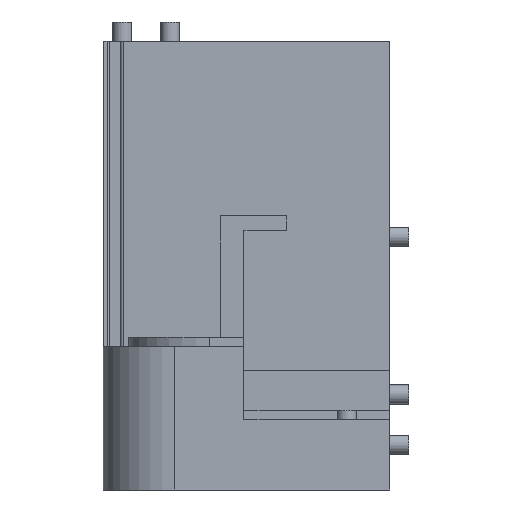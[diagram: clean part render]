
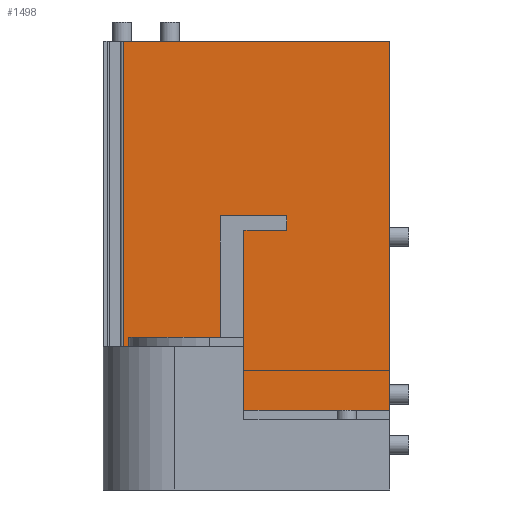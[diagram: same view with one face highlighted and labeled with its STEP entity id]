
A CAD part, front view. The second image highlights one B-rep face of the part: STEP entity #1498.
In plain terms, the highlighted planar face has unit normal (0, -1, 0).
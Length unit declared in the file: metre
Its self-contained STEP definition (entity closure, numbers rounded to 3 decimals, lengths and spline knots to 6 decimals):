
#217=ORIENTED_EDGE('',*,*,#603,.F.);
#218=ORIENTED_EDGE('',*,*,#569,.T.);
#219=ORIENTED_EDGE('',*,*,#604,.T.);
#220=ORIENTED_EDGE('',*,*,#605,.F.);
#221=ORIENTED_EDGE('',*,*,#606,.T.);
#222=ORIENTED_EDGE('',*,*,#607,.F.);
#223=ORIENTED_EDGE('',*,*,#608,.T.);
#224=ORIENTED_EDGE('',*,*,#609,.T.);
#225=ORIENTED_EDGE('',*,*,#610,.T.);
#226=ORIENTED_EDGE('',*,*,#611,.T.);
#227=ORIENTED_EDGE('',*,*,#612,.T.);
#228=ORIENTED_EDGE('',*,*,#613,.T.);
#229=ORIENTED_EDGE('',*,*,#614,.T.);
#230=ORIENTED_EDGE('',*,*,#555,.F.);
#555=EDGE_CURVE('',#751,#752,#890,.T.);
#569=EDGE_CURVE('',#763,#764,#900,.F.);
#603=EDGE_CURVE('',#763,#751,#924,.T.);
#604=EDGE_CURVE('',#764,#787,#925,.T.);
#605=EDGE_CURVE('',#788,#787,#926,.T.);
#606=EDGE_CURVE('',#788,#789,#927,.T.);
#607=EDGE_CURVE('',#790,#789,#928,.T.);
#608=EDGE_CURVE('',#790,#791,#929,.T.);
#609=EDGE_CURVE('',#791,#792,#930,.T.);
#610=EDGE_CURVE('',#792,#793,#931,.T.);
#611=EDGE_CURVE('',#793,#794,#932,.T.);
#612=EDGE_CURVE('',#794,#795,#933,.T.);
#613=EDGE_CURVE('',#795,#796,#934,.T.);
#614=EDGE_CURVE('',#796,#752,#935,.T.);
#751=VERTEX_POINT('',#2593);
#752=VERTEX_POINT('',#2595);
#763=VERTEX_POINT('',#2622);
#764=VERTEX_POINT('',#2623);
#787=VERTEX_POINT('',#2702);
#788=VERTEX_POINT('',#2704);
#789=VERTEX_POINT('',#2706);
#790=VERTEX_POINT('',#2708);
#791=VERTEX_POINT('',#2710);
#792=VERTEX_POINT('',#2712);
#793=VERTEX_POINT('',#2714);
#794=VERTEX_POINT('',#2716);
#795=VERTEX_POINT('',#2718);
#796=VERTEX_POINT('',#2720);
#890=LINE('',#2594,#1034);
#900=LINE('',#2621,#1044);
#924=LINE('',#2700,#1068);
#925=LINE('',#2701,#1069);
#926=LINE('',#2703,#1070);
#927=LINE('',#2705,#1071);
#928=LINE('',#2707,#1072);
#929=LINE('',#2709,#1073);
#930=LINE('',#2711,#1074);
#931=LINE('',#2713,#1075);
#932=LINE('',#2715,#1076);
#933=LINE('',#2717,#1077);
#934=LINE('',#2719,#1078);
#935=LINE('',#2721,#1079);
#1034=VECTOR('',#2138,1.);
#1044=VECTOR('',#2160,1.);
#1068=VECTOR('',#2218,1.);
#1069=VECTOR('',#2219,1.);
#1070=VECTOR('',#2220,1.);
#1071=VECTOR('',#2221,1.);
#1072=VECTOR('',#2222,1.);
#1073=VECTOR('',#2223,1.);
#1074=VECTOR('',#2224,1.);
#1075=VECTOR('',#2225,1.);
#1076=VECTOR('',#2226,1.);
#1077=VECTOR('',#2227,1.);
#1078=VECTOR('',#2228,1.);
#1079=VECTOR('',#2229,1.);
#1158=EDGE_LOOP('',(#217,#218,#219,#220,#221,#222,#223,#224,#225,#226,#227,
#228,#229,#230));
#1274=FACE_BOUND('',#1158,.T.);
#1380=PLANE('',#1961);
#1498=ADVANCED_FACE('',(#1274),#1380,.F.);
#1961=AXIS2_PLACEMENT_3D('',#2699,#2216,#2217);
#2138=DIRECTION('',(0.,0.,-1.));
#2160=DIRECTION('',(0.,0.,1.));
#2216=DIRECTION('',(0.,1.,0.));
#2217=DIRECTION('',(0.,0.,1.));
#2218=DIRECTION('',(1.,0.,0.));
#2219=DIRECTION('',(1.,0.,0.));
#2220=DIRECTION('',(0.,0.,-1.));
#2221=DIRECTION('',(1.,0.,0.));
#2222=DIRECTION('',(0.,0.,1.));
#2223=DIRECTION('',(1.,0.,0.));
#2224=DIRECTION('',(0.,0.,1.));
#2225=DIRECTION('',(1.,0.,0.));
#2226=DIRECTION('',(0.,0.,-1.));
#2227=DIRECTION('',(-1.,0.,0.));
#2228=DIRECTION('',(0.,0.,-1.));
#2229=DIRECTION('',(1.,0.,0.));
#2593=CARTESIAN_POINT('',(0.,-0.053,0.094));
#2594=CARTESIAN_POINT('',(0.,-0.053,0.17));
#2595=CARTESIAN_POINT('',(0.,-0.053,0.0147));
#2621=CARTESIAN_POINT('',(-0.055806,-0.053,0.17));
#2622=CARTESIAN_POINT('',(-0.055806,-0.053,0.094));
#2623=CARTESIAN_POINT('',(-0.055806,-0.053,0.03));
#2699=CARTESIAN_POINT('',(0.,-0.053,0.17));
#2700=CARTESIAN_POINT('',(0.,-0.053,0.094));
#2701=CARTESIAN_POINT('',(0.,-0.053,0.03));
#2702=CARTESIAN_POINT('',(-0.0547,-0.053,0.03));
#2703=CARTESIAN_POINT('',(-0.0547,-0.053,0.032));
#2704=CARTESIAN_POINT('',(-0.0547,-0.053,0.032));
#2705=CARTESIAN_POINT('',(0.,-0.053,0.032));
#2706=CARTESIAN_POINT('',(-0.0527,-0.053,0.032));
#2707=CARTESIAN_POINT('',(-0.0527,-0.053,0.0147));
#2708=CARTESIAN_POINT('',(-0.0527,-0.053,0.0147));
#2709=CARTESIAN_POINT('',(0.,-0.053,0.0147));
#2710=CARTESIAN_POINT('',(-0.035525,-0.053,0.0147));
#2711=CARTESIAN_POINT('',(-0.035525,-0.053,0.03605));
#2712=CARTESIAN_POINT('',(-0.035525,-0.053,0.0574));
#2713=CARTESIAN_POINT('',(-0.028525,-0.053,0.0574));
#2714=CARTESIAN_POINT('',(-0.021525,-0.053,0.0574));
#2715=CARTESIAN_POINT('',(-0.021525,-0.053,0.0559));
#2716=CARTESIAN_POINT('',(-0.021525,-0.053,0.0544));
#2717=CARTESIAN_POINT('',(-0.026025,-0.053,0.0544));
#2718=CARTESIAN_POINT('',(-0.030525,-0.053,0.0544));
#2719=CARTESIAN_POINT('',(-0.030525,-0.053,0.03455));
#2720=CARTESIAN_POINT('',(-0.030525,-0.053,0.0147));
#2721=CARTESIAN_POINT('',(0.,-0.053,0.0147));
